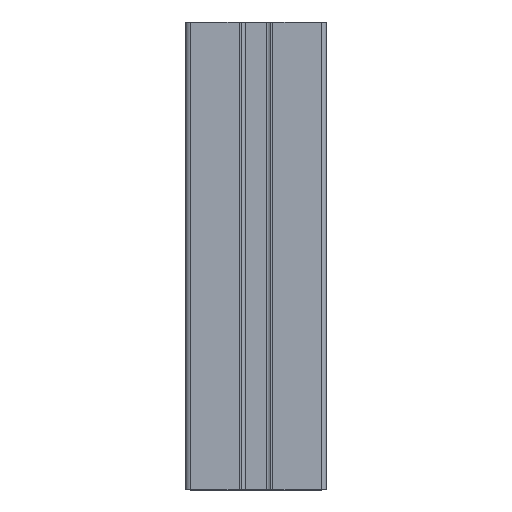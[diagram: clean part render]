
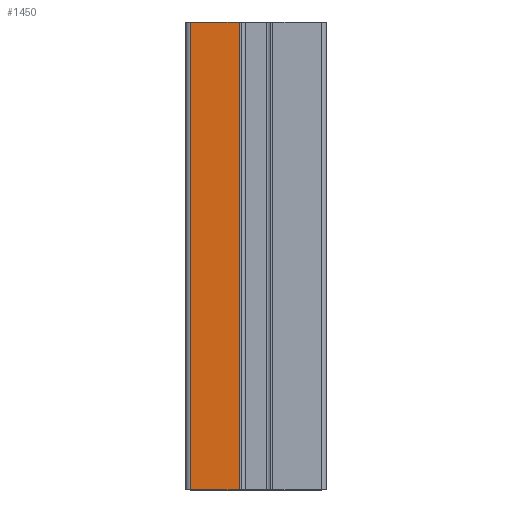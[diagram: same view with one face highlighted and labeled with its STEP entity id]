
A CAD part, top view. The second image highlights one B-rep face of the part: STEP entity #1450.
In plain terms, the highlighted planar face has unit normal (0, 0, 1).
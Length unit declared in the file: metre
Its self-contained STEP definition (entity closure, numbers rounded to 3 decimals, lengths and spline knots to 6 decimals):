
#122=FACE_OUTER_BOUND('',#196,.T.);
#196=EDGE_LOOP('',(#1067,#1068,#1069,#1070));
#315=LINE('',#2254,#483);
#316=LINE('',#2257,#484);
#317=LINE('',#2259,#485);
#318=LINE('',#2260,#486);
#483=VECTOR('',#1828,0.1);
#484=VECTOR('',#1831,0.0104);
#485=VECTOR('',#1832,0.0104);
#486=VECTOR('',#1833,0.1);
#643=VERTEX_POINT('',#2250);
#644=VERTEX_POINT('',#2252);
#645=VERTEX_POINT('',#2256);
#646=VERTEX_POINT('',#2258);
#819=EDGE_CURVE('',#644,#643,#315,.T.);
#820=EDGE_CURVE('',#645,#643,#316,.T.);
#821=EDGE_CURVE('',#646,#644,#317,.T.);
#822=EDGE_CURVE('',#646,#645,#318,.T.);
#1067=ORIENTED_EDGE('',*,*,#820,.T.);
#1068=ORIENTED_EDGE('',*,*,#819,.F.);
#1069=ORIENTED_EDGE('',*,*,#821,.F.);
#1070=ORIENTED_EDGE('',*,*,#822,.T.);
#1388=PLANE('',#1571);
#1450=ADVANCED_FACE('',(#122),#1388,.F.);
#1571=AXIS2_PLACEMENT_3D('',#2255,#1829,#1830);
#1828=DIRECTION('',(0.,1.,0.));
#1829=DIRECTION('center_axis',(0.,0.,-1.));
#1830=DIRECTION('ref_axis',(-1.,0.,0.));
#1831=DIRECTION('',(-1.,0.,0.));
#1832=DIRECTION('',(-1.,0.,0.));
#1833=DIRECTION('',(0.,1.,0.));
#2250=CARTESIAN_POINT('',(0.002374,0.023916,0.015));
#2252=CARTESIAN_POINT('',(0.002374,-0.076084,0.015));
#2254=CARTESIAN_POINT('',(0.002374,-0.076084,0.015));
#2255=CARTESIAN_POINT('Origin',(0.002374,-0.976084,
0.015));
#2256=CARTESIAN_POINT('',(0.012774,0.023916,0.015));
#2257=CARTESIAN_POINT('',(0.012774,0.023916,0.015));
#2258=CARTESIAN_POINT('',(0.012774,-0.076084,0.015));
#2259=CARTESIAN_POINT('',(0.012774,-0.076084,0.015));
#2260=CARTESIAN_POINT('',(0.012774,-0.076084,0.015));
